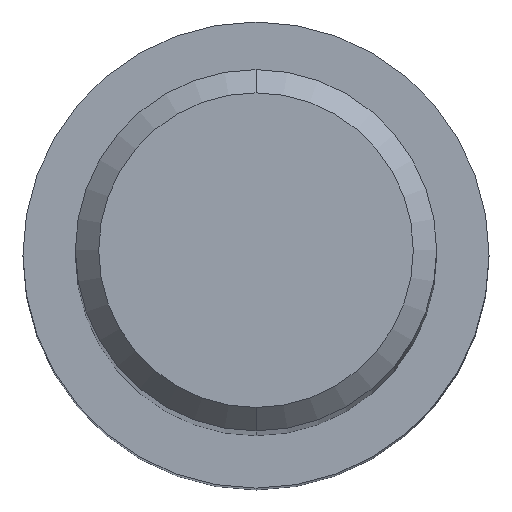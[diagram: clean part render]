
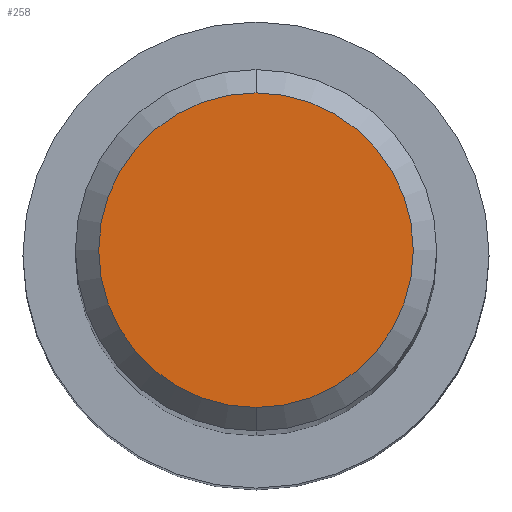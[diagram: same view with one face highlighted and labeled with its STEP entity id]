
A CAD part, top view. The second image highlights one B-rep face of the part: STEP entity #258.
In plain terms, the highlighted planar face has unit normal (0, 0, 1).
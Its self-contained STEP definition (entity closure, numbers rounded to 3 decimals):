
#182=VERTEX_POINT('',#480);
#188=VERTEX_POINT('',#486);
#246=EDGE_CURVE('',#188,#182,#551,.T.);
#258=ADVANCED_FACE('',(#563),#564,.T.);
#340=EDGE_CURVE('',#182,#188,#653,.T.);
#480=CARTESIAN_POINT('',(0.0,2.7,0.0));
#486=CARTESIAN_POINT('',(0.,-2.7,0.0));
#551=CIRCLE('',#905,2.7);
#563=FACE_OUTER_BOUND('',#919,.T.);
#564=PLANE('',#920);
#653=CIRCLE('',#1113,2.7);
#905=AXIS2_PLACEMENT_3D('',#1510,#1511,#1512);
#919=EDGE_LOOP('',(#1520,#1521));
#920=AXIS2_PLACEMENT_3D('',#1522,#1523,#1524);
#1113=AXIS2_PLACEMENT_3D('',#1612,#1613,#1614);
#1510=CARTESIAN_POINT('',(0.0,0.0,0.0));
#1511=DIRECTION('',(0.0,0.0,-1.0));
#1512=DIRECTION('',(0.0,1.0,0.0));
#1520=ORIENTED_EDGE('',*,*,#340,.F.);
#1521=ORIENTED_EDGE('',*,*,#246,.F.);
#1522=CARTESIAN_POINT('',(0.0,1.35,0.0));
#1523=DIRECTION('',(-0.0,0.0,1.0));
#1524=DIRECTION('',(0.0,-1.0,0.0));
#1612=CARTESIAN_POINT('',(0.0,0.0,0.0));
#1613=DIRECTION('',(0.0,0.0,-1.0));
#1614=DIRECTION('',(0.0,1.0,0.0));
